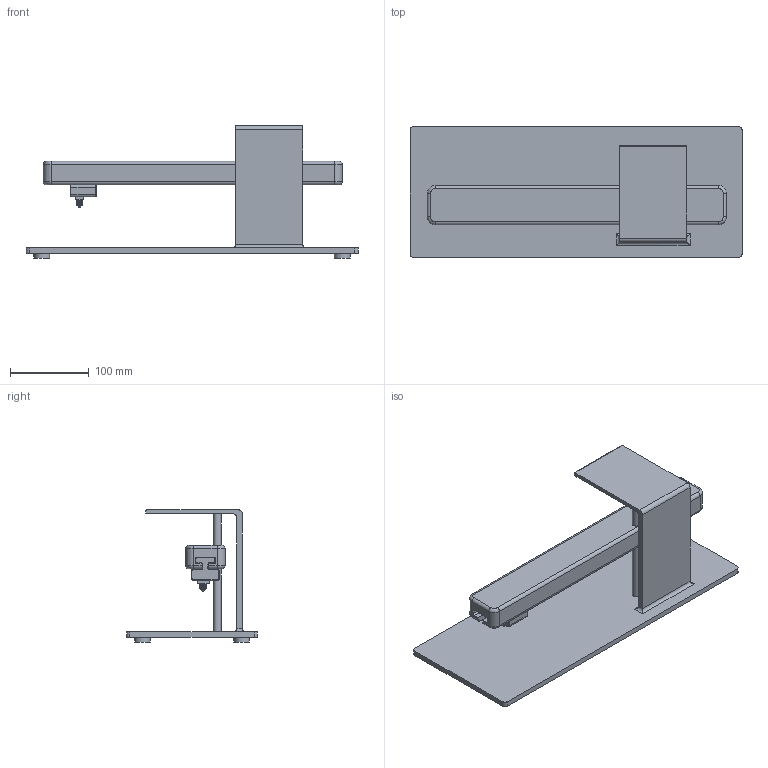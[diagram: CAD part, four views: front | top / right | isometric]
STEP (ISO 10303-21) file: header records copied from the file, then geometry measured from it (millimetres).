
FILE_DESCRIPTION(/* description */ (''),/* implementation_level */ '2;1');
FILE_NAME(/* name */ 'p1 v0.step',/* time_stamp */ '2021-03-31T14:12:31+13:00',/* author */ (''),/* organization */ (''),/* preprocessor_version */ 'ST-DEVELOPER v18.1',/* originating_system */ 'Autodesk Translation Framework v9.10.0.1330',/* authorisation */ '');
FILE_SCHEMA (('AUTOMOTIVE_DESIGN { 1 0 10303 214 3 1 1 }'));
Length unit declared in the file: millimetre
Products named in the file (1): p1
Bounding box: 422.07 x 166.09 x 168 mm (x, y, z)
Volume: 1148901.3 mm3; surface area: 296288.3 mm2
Topology: 2 solids, 2 shells, 181 faces, 418 edges, 255 vertices
Faces by surface type: cylinder 88, plane 58, torus 25, bspline 9, cone 1
Full cylindrical faces by diameter (mm): 4 x1, 6 x2, 8 x3, 9.85 x4, 20 x4
Entity records: 5417 total; most frequent: CARTESIAN_POINT 1152, DIRECTION 952, ORIENTED_EDGE 834, EDGE_CURVE 417, AXIS2_PLACEMENT_3D 372, VERTEX_POINT 255, LINE 208, VECTOR 208
